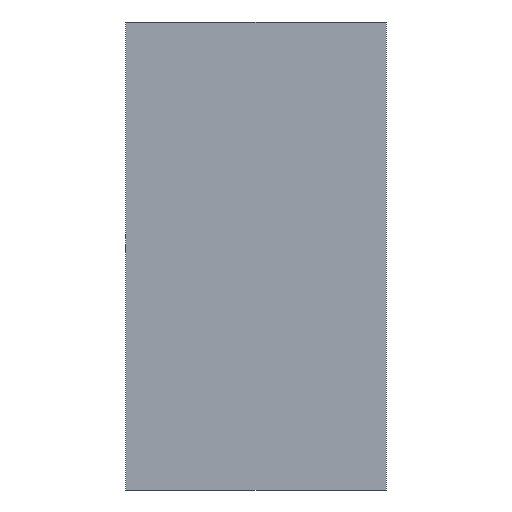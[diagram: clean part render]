
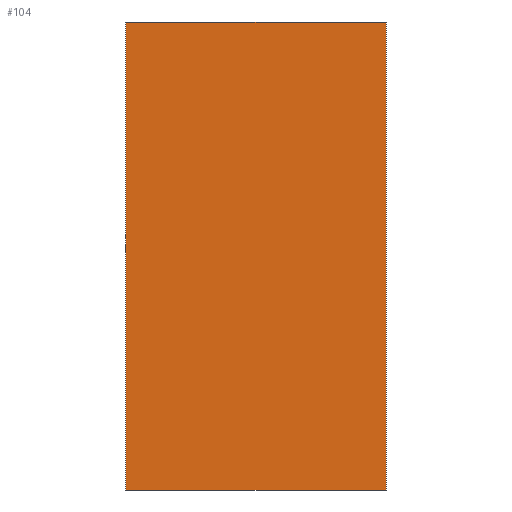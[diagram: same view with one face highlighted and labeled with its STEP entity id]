
A CAD part, front view. The second image highlights one B-rep face of the part: STEP entity #104.
In plain terms, the highlighted planar face has unit normal (0, -1, 0).
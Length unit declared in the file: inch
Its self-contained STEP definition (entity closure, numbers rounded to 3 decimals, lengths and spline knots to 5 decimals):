
#19=PLANE('',#134);
#25=FACE_OUTER_BOUND('',#31,.T.);
#31=EDGE_LOOP('',(#94,#95,#96,#97));
#33=LINE('',#172,#43);
#34=LINE('',#175,#44);
#39=LINE('',#184,#49);
#40=LINE('',#186,#50);
#43=VECTOR('',#144,0.3937);
#44=VECTOR('',#147,0.3937);
#49=VECTOR('',#154,0.3937);
#50=VECTOR('',#157,0.3937);
#54=VERTEX_POINT('',#165);
#57=VERTEX_POINT('',#170);
#58=VERTEX_POINT('',#174);
#61=VERTEX_POINT('',#182);
#65=EDGE_CURVE('',#57,#54,#33,.T.);
#66=EDGE_CURVE('',#54,#58,#34,.T.);
#71=EDGE_CURVE('',#61,#57,#39,.T.);
#72=EDGE_CURVE('',#58,#61,#40,.T.);
#94=ORIENTED_EDGE('',*,*,#66,.F.);
#95=ORIENTED_EDGE('',*,*,#65,.F.);
#96=ORIENTED_EDGE('',*,*,#71,.F.);
#97=ORIENTED_EDGE('',*,*,#72,.F.);
#104=ADVANCED_FACE('',(#25),#19,.F.);
#134=AXIS2_PLACEMENT_3D('',#189,#161,#162);
#144=DIRECTION('',(0.,0.,-1.));
#147=DIRECTION('',(-1.,0.,0.));
#154=DIRECTION('',(1.,0.,0.));
#157=DIRECTION('',(0.,0.,1.));
#161=DIRECTION('center_axis',(0.,1.,0.));
#162=DIRECTION('ref_axis',(0.,0.,1.));
#165=CARTESIAN_POINT('',(0.,0.,-11.66));
#170=CARTESIAN_POINT('',(0.,0.,0.));
#172=CARTESIAN_POINT('',(0.,0.,0.));
#174=CARTESIAN_POINT('',(-6.5,0.,-11.66));
#175=CARTESIAN_POINT('',(0.,0.,-11.66));
#182=CARTESIAN_POINT('',(-6.5,0.,0.));
#184=CARTESIAN_POINT('',(-6.5,0.,0.));
#186=CARTESIAN_POINT('',(-6.5,0.,-11.66));
#189=CARTESIAN_POINT('Origin',(-3.25,0.,-5.83));
